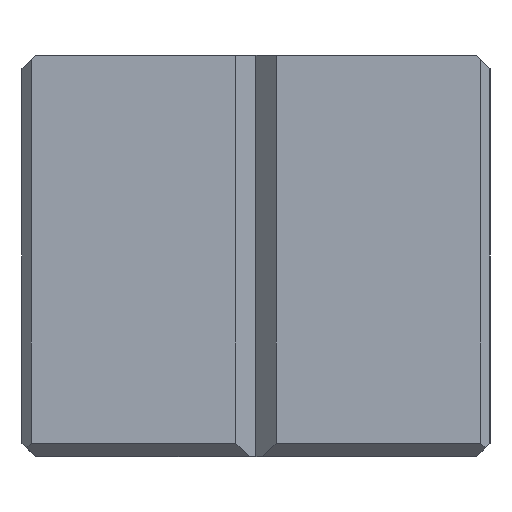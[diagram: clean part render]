
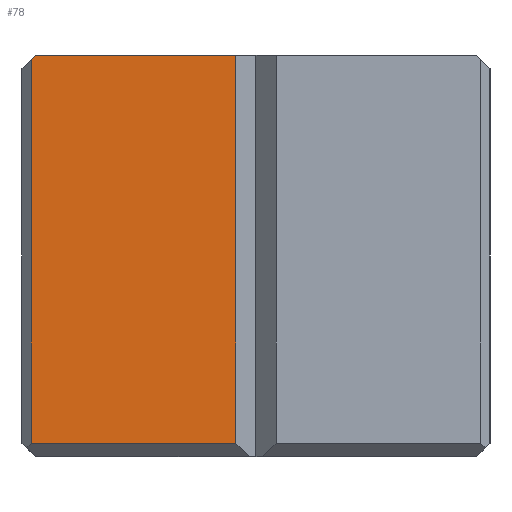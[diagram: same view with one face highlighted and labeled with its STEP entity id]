
A CAD part, left-side view. The second image highlights one B-rep face of the part: STEP entity #78.
In plain terms, the highlighted planar face has unit normal (-1, 0, 0).
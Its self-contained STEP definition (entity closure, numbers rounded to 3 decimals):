
#78 = ADVANCED_FACE( '', ( #130 ), #131, .F. );
#130 = FACE_OUTER_BOUND( '', #236, .T. );
#131 = PLANE( '', #237 );
#236 = EDGE_LOOP( '', ( #365, #366, #367, #368, #369 ) );
#237 = AXIS2_PLACEMENT_3D( '', #370, #371, #372 );
#365 = ORIENTED_EDGE( '', *, *, #704, .T. );
#366 = ORIENTED_EDGE( '', *, *, #705, .T. );
#367 = ORIENTED_EDGE( '', *, *, #700, .F. );
#368 = ORIENTED_EDGE( '', *, *, #706, .T. );
#369 = ORIENTED_EDGE( '', *, *, #707, .T. );
#370 = CARTESIAN_POINT( '', ( -50., -17.5, 30. ) );
#371 = DIRECTION( '', ( 1., 0., 0. ) );
#372 = DIRECTION( '', ( 0., 0., -1. ) );
#700 = EDGE_CURVE( '', #821, #822, #823, .T. );
#704 = EDGE_CURVE( '', #828, #829, #830, .T. );
#705 = EDGE_CURVE( '', #829, #822, #831, .T. );
#706 = EDGE_CURVE( '', #821, #832, #833, .T. );
#707 = EDGE_CURVE( '', #832, #828, #834, .T. );
#821 = VERTEX_POINT( '', #1013 );
#822 = VERTEX_POINT( '', #1014 );
#823 = LINE( '', #1015, #1016 );
#828 = VERTEX_POINT( '', #1024 );
#829 = VERTEX_POINT( '', #1025 );
#830 = LINE( '', #1026, #1027 );
#831 = LINE( '', #1028, #1029 );
#832 = VERTEX_POINT( '', #1030 );
#833 = LINE( '', #1031, #1032 );
#834 = LINE( '', #1033, #1034 );
#1013 = CARTESIAN_POINT( '', ( -50., 1.5, 30. ) );
#1014 = CARTESIAN_POINT( '', ( -50., 1.5, 1. ) );
#1015 = CARTESIAN_POINT( '', ( -50., 1.5, 30. ) );
#1016 = VECTOR( '', #1260, 1000. );
#1024 = CARTESIAN_POINT( '', ( -50., 16.8, 29.7 ) );
#1025 = CARTESIAN_POINT( '', ( -50., 16.8, 1. ) );
#1026 = CARTESIAN_POINT( '', ( -50., 16.8, 0. ) );
#1027 = VECTOR( '', #1264, 1000. );
#1028 = CARTESIAN_POINT( '', ( -50., -17.5, 1. ) );
#1029 = VECTOR( '', #1265, 1000. );
#1030 = CARTESIAN_POINT( '', ( -50., 16.5, 30. ) );
#1031 = CARTESIAN_POINT( '', ( -50., -17.5, 30. ) );
#1032 = VECTOR( '', #1266, 1000. );
#1033 = CARTESIAN_POINT( '', ( -50., 16.5, 30. ) );
#1034 = VECTOR( '', #1267, 1000. );
#1260 = DIRECTION( '', ( 0., 0., -1. ) );
#1264 = DIRECTION( '', ( 0., 0., -1. ) );
#1265 = DIRECTION( '', ( 0., -1., 0. ) );
#1266 = DIRECTION( '', ( 0., 1., 0. ) );
#1267 = DIRECTION( '', ( 0., 0.707, -0.707 ) );
